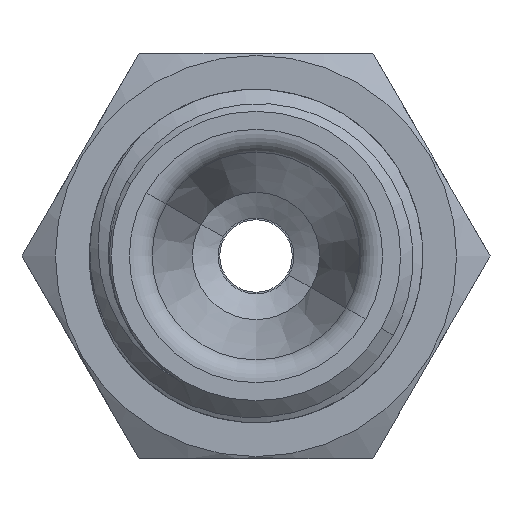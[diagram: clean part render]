
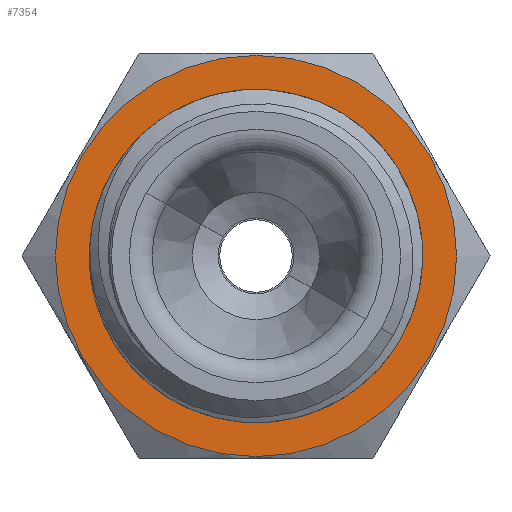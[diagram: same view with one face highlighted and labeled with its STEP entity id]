
A CAD part, front view. The second image highlights one B-rep face of the part: STEP entity #7354.
In plain terms, the highlighted face is planar.
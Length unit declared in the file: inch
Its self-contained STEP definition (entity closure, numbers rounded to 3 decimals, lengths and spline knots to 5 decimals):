
#773 = VERTEX_POINT ( 'NONE', #8487 ) ;
#2061 = CARTESIAN_POINT ( 'NONE',  ( 0.37, 0., -0.385 ) ) ;
#2210 = CARTESIAN_POINT ( 'NONE',  ( 0.37, 0., 0. ) ) ;
#2335 = CARTESIAN_POINT ( 'NONE',  ( 0.37, 0., 0. ) ) ;
#2762 = EDGE_CURVE ( 'NONE', #16399, #3344, #3305, .T. ) ;
#2917 = AXIS2_PLACEMENT_3D ( 'NONE', #8115, #10724, #9401 ) ;
#3305 = CIRCLE ( 'NONE', #10593, 0.385 ) ;
#3344 = VERTEX_POINT ( 'NONE', #11179 ) ;
#4190 = DIRECTION ( 'NONE',  ( 0., 0., 1. ) ) ;
#4434 = FACE_BOUND ( 'NONE', #15488, .T. ) ;
#6200 = EDGE_CURVE ( 'NONE', #9918, #773, #6658, .T. ) ;
#6348 = AXIS2_PLACEMENT_3D ( 'NONE', #6543, #6714, #4190 ) ;
#6543 = CARTESIAN_POINT ( 'NONE',  ( 0.37, 0.495, 0. ) ) ;
#6642 = FACE_OUTER_BOUND ( 'NONE', #8960, .T. ) ;
#6658 = CIRCLE ( 'NONE', #7827, 0.495 ) ;
#6714 = DIRECTION ( 'NONE',  ( -1., 0., 0. ) ) ;
#7193 = DIRECTION ( 'NONE',  ( -1., 0., 0. ) ) ;
#7354 = ADVANCED_FACE ( 'NONE', ( #6642, #4434 ), #7564, .F. ) ;
#7555 = DIRECTION ( 'NONE',  ( 0., 0., 1. ) ) ;
#7564 = PLANE ( 'NONE',  #6348 ) ;
#7607 = DIRECTION ( 'NONE',  ( -1., 0., 0. ) ) ;
#7734 = ORIENTED_EDGE ( 'NONE', *, *, #6200, .F. ) ;
#7827 = AXIS2_PLACEMENT_3D ( 'NONE', #2335, #7607, #7555 ) ;
#8115 = CARTESIAN_POINT ( 'NONE',  ( 0.37, 0., 0. ) ) ;
#8373 = CIRCLE ( 'NONE', #8613, 0.385 ) ;
#8476 = DIRECTION ( 'NONE',  ( 0., 0., 1. ) ) ;
#8487 = CARTESIAN_POINT ( 'NONE',  ( 0.37, 0., -0.495 ) ) ;
#8613 = AXIS2_PLACEMENT_3D ( 'NONE', #10868, #7193, #8476 ) ;
#8960 = EDGE_LOOP ( 'NONE', ( #7734, #16071 ) ) ;
#9401 = DIRECTION ( 'NONE',  ( 0., 0., 1. ) ) ;
#9918 = VERTEX_POINT ( 'NONE', #14891 ) ;
#10593 = AXIS2_PLACEMENT_3D ( 'NONE', #2210, #12380, #15121 ) ;
#10724 = DIRECTION ( 'NONE',  ( -1., 0., 0. ) ) ;
#10868 = CARTESIAN_POINT ( 'NONE',  ( 0.37, 0., 0. ) ) ;
#11179 = CARTESIAN_POINT ( 'NONE',  ( 0.37, 0., 0.385 ) ) ;
#11559 = EDGE_CURVE ( 'NONE', #773, #9918, #11953, .T. ) ;
#11953 = CIRCLE ( 'NONE', #2917, 0.495 ) ;
#12380 = DIRECTION ( 'NONE',  ( -1., 0., 0. ) ) ;
#13046 = ORIENTED_EDGE ( 'NONE', *, *, #2762, .T. ) ;
#13099 = EDGE_CURVE ( 'NONE', #3344, #16399, #8373, .T. ) ;
#14500 = ORIENTED_EDGE ( 'NONE', *, *, #13099, .T. ) ;
#14891 = CARTESIAN_POINT ( 'NONE',  ( 0.37, 0., 0.495 ) ) ;
#15121 = DIRECTION ( 'NONE',  ( 0., 0., 1. ) ) ;
#15488 = EDGE_LOOP ( 'NONE', ( #14500, #13046 ) ) ;
#16071 = ORIENTED_EDGE ( 'NONE', *, *, #11559, .F. ) ;
#16399 = VERTEX_POINT ( 'NONE', #2061 ) ;
